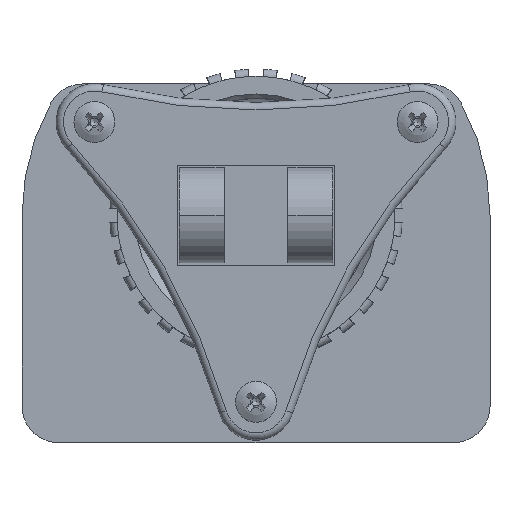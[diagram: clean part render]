
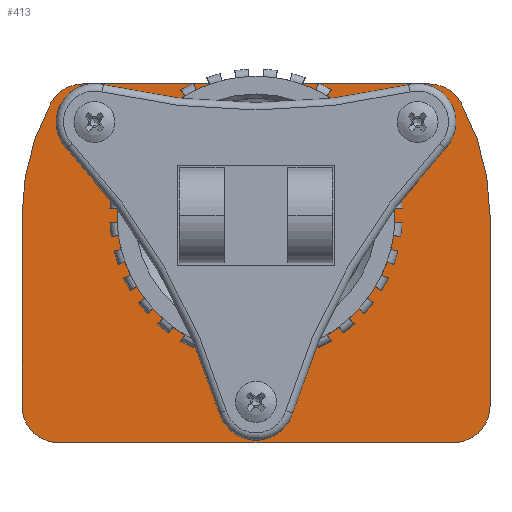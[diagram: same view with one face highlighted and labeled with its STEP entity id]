
A CAD part, top view. The second image highlights one B-rep face of the part: STEP entity #413.
In plain terms, the highlighted planar face has unit normal (0, 0, 1).
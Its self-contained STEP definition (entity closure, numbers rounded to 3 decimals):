
#117 = VERTEX_POINT('',#118);
#118 = CARTESIAN_POINT('',(-27.,-31.05,2.5));
#124 = EDGE_CURVE('',#117,#125,#127,.T.);
#125 = VERTEX_POINT('',#126);
#126 = CARTESIAN_POINT('',(27.,-31.05,2.5));
#127 = LINE('',#128,#129);
#128 = CARTESIAN_POINT('',(-32.,-31.05,2.5));
#129 = VECTOR('',#130,1.);
#130 = DIRECTION('',(1.,0.,0.));
#369 = VERTEX_POINT('',#370);
#370 = CARTESIAN_POINT('',(-32.,-26.05,2.5));
#376 = EDGE_CURVE('',#117,#369,#377,.T.);
#377 = CIRCLE('',#378,5.);
#378 = AXIS2_PLACEMENT_3D('',#379,#380,#381);
#379 = CARTESIAN_POINT('',(-27.,-26.05,2.5));
#380 = DIRECTION('',(-0.,-0.,-1.));
#381 = DIRECTION('',(0.,-1.,0.));
#394 = VERTEX_POINT('',#395);
#395 = CARTESIAN_POINT('',(32.,-26.05,2.5));
#401 = EDGE_CURVE('',#125,#394,#402,.T.);
#402 = CIRCLE('',#403,5.);
#403 = AXIS2_PLACEMENT_3D('',#404,#405,#406);
#404 = CARTESIAN_POINT('',(27.,-26.05,2.5));
#405 = DIRECTION('',(-0.,0.,1.));
#406 = DIRECTION('',(0.,-1.,0.));
#413 = ADVANCED_FACE('',(#414,#477,#488,#499,#510),#521,.T.);
#414 = FACE_BOUND('',#415,.T.);
#415 = EDGE_LOOP('',(#416,#417,#418,#426,#435,#444,#452,#461,#470,#476)
  );
#416 = ORIENTED_EDGE('',*,*,#124,.T.);
#417 = ORIENTED_EDGE('',*,*,#401,.T.);
#418 = ORIENTED_EDGE('',*,*,#419,.F.);
#419 = EDGE_CURVE('',#420,#394,#422,.T.);
#420 = VERTEX_POINT('',#421);
#421 = CARTESIAN_POINT('',(32.,0.,2.5));
#422 = LINE('',#423,#424);
#423 = CARTESIAN_POINT('',(32.,0.,2.5));
#424 = VECTOR('',#425,1.);
#425 = DIRECTION('',(0.,-1.,0.));
#426 = ORIENTED_EDGE('',*,*,#427,.T.);
#427 = EDGE_CURVE('',#420,#428,#430,.T.);
#428 = VERTEX_POINT('',#429);
#429 = CARTESIAN_POINT('',(28.047,15.407,2.5));
#430 = CIRCLE('',#431,32.);
#431 = AXIS2_PLACEMENT_3D('',#432,#433,#434);
#432 = CARTESIAN_POINT('',(0.,0.,2.5));
#433 = DIRECTION('',(0.,0.,1.));
#434 = DIRECTION('',(1.,0.,0.));
#435 = ORIENTED_EDGE('',*,*,#436,.F.);
#436 = EDGE_CURVE('',#437,#428,#439,.T.);
#437 = VERTEX_POINT('',#438);
#438 = CARTESIAN_POINT('',(23.664,18.,2.5));
#439 = CIRCLE('',#440,5.);
#440 = AXIS2_PLACEMENT_3D('',#441,#442,#443);
#441 = CARTESIAN_POINT('',(23.664,13.,2.5));
#442 = DIRECTION('',(-0.,-0.,-1.));
#443 = DIRECTION('',(0.,-1.,0.));
#444 = ORIENTED_EDGE('',*,*,#445,.T.);
#445 = EDGE_CURVE('',#437,#446,#448,.T.);
#446 = VERTEX_POINT('',#447);
#447 = CARTESIAN_POINT('',(-23.664,18.,2.5));
#448 = LINE('',#449,#450);
#449 = CARTESIAN_POINT('',(26.458,18.,2.5));
#450 = VECTOR('',#451,1.);
#451 = DIRECTION('',(-1.,0.,0.));
#452 = ORIENTED_EDGE('',*,*,#453,.F.);
#453 = EDGE_CURVE('',#454,#446,#456,.T.);
#454 = VERTEX_POINT('',#455);
#455 = CARTESIAN_POINT('',(-28.047,15.407,2.5));
#456 = CIRCLE('',#457,5.);
#457 = AXIS2_PLACEMENT_3D('',#458,#459,#460);
#458 = CARTESIAN_POINT('',(-23.664,13.,2.5));
#459 = DIRECTION('',(-0.,-0.,-1.));
#460 = DIRECTION('',(0.,-1.,0.));
#461 = ORIENTED_EDGE('',*,*,#462,.T.);
#462 = EDGE_CURVE('',#454,#463,#465,.T.);
#463 = VERTEX_POINT('',#464);
#464 = CARTESIAN_POINT('',(-32.,0.,2.5));
#465 = CIRCLE('',#466,32.);
#466 = AXIS2_PLACEMENT_3D('',#467,#468,#469);
#467 = CARTESIAN_POINT('',(0.,0.,2.5));
#468 = DIRECTION('',(0.,0.,1.));
#469 = DIRECTION('',(1.,0.,0.));
#470 = ORIENTED_EDGE('',*,*,#471,.T.);
#471 = EDGE_CURVE('',#463,#369,#472,.T.);
#472 = LINE('',#473,#474);
#473 = CARTESIAN_POINT('',(-32.,0.,2.5));
#474 = VECTOR('',#475,1.);
#475 = DIRECTION('',(0.,-1.,0.));
#476 = ORIENTED_EDGE('',*,*,#376,.F.);
#477 = FACE_BOUND('',#478,.T.);
#478 = EDGE_LOOP('',(#479));
#479 = ORIENTED_EDGE('',*,*,#480,.F.);
#480 = EDGE_CURVE('',#481,#481,#483,.T.);
#481 = VERTEX_POINT('',#482);
#482 = CARTESIAN_POINT('',(-17.084,12.75,2.5));
#483 = CIRCLE('',#484,5.);
#484 = AXIS2_PLACEMENT_3D('',#485,#486,#487);
#485 = CARTESIAN_POINT('',(-22.084,12.75,2.5));
#486 = DIRECTION('',(0.,0.,1.));
#487 = DIRECTION('',(1.,0.,0.));
#488 = FACE_BOUND('',#489,.T.);
#489 = EDGE_LOOP('',(#490));
#490 = ORIENTED_EDGE('',*,*,#491,.F.);
#491 = EDGE_CURVE('',#492,#492,#494,.T.);
#492 = VERTEX_POINT('',#493);
#493 = CARTESIAN_POINT('',(7.85,0.,2.5));
#494 = CIRCLE('',#495,7.85);
#495 = AXIS2_PLACEMENT_3D('',#496,#497,#498);
#496 = CARTESIAN_POINT('',(0.,0.,2.5));
#497 = DIRECTION('',(0.,0.,1.));
#498 = DIRECTION('',(1.,0.,0.));
#499 = FACE_BOUND('',#500,.T.);
#500 = EDGE_LOOP('',(#501));
#501 = ORIENTED_EDGE('',*,*,#502,.F.);
#502 = EDGE_CURVE('',#503,#503,#505,.T.);
#503 = VERTEX_POINT('',#504);
#504 = CARTESIAN_POINT('',(27.084,12.75,2.5));
#505 = CIRCLE('',#506,5.);
#506 = AXIS2_PLACEMENT_3D('',#507,#508,#509);
#507 = CARTESIAN_POINT('',(22.084,12.75,2.5));
#508 = DIRECTION('',(0.,0.,1.));
#509 = DIRECTION('',(1.,0.,0.));
#510 = FACE_BOUND('',#511,.T.);
#511 = EDGE_LOOP('',(#512));
#512 = ORIENTED_EDGE('',*,*,#513,.F.);
#513 = EDGE_CURVE('',#514,#514,#516,.T.);
#514 = VERTEX_POINT('',#515);
#515 = CARTESIAN_POINT('',(5.,-25.5,2.5));
#516 = CIRCLE('',#517,5.);
#517 = AXIS2_PLACEMENT_3D('',#518,#519,#520);
#518 = CARTESIAN_POINT('',(0.,-25.5,2.5));
#519 = DIRECTION('',(0.,0.,1.));
#520 = DIRECTION('',(1.,0.,0.));
#521 = PLANE('',#522);
#522 = AXIS2_PLACEMENT_3D('',#523,#524,#525);
#523 = CARTESIAN_POINT('',(0.,-7.578,2.5));
#524 = DIRECTION('',(0.,0.,1.));
#525 = DIRECTION('',(1.,0.,0.));
